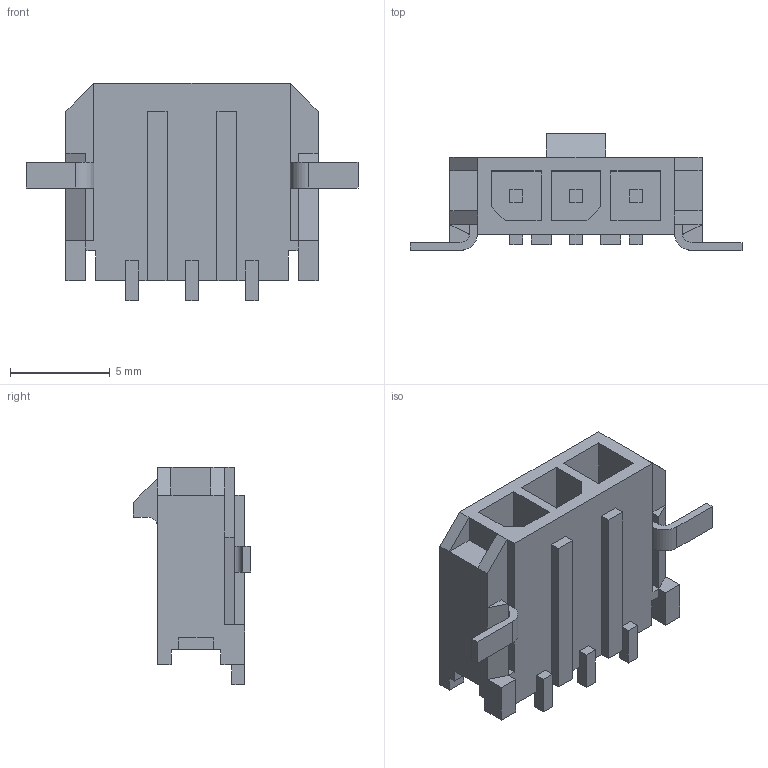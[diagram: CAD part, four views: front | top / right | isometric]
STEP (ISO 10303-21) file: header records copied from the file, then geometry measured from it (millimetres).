
FILE_DESCRIPTION((''),'2;1');
FILE_NAME('436500313','2010-12-16T',('gga'),(''),'PRO/ENGINEER BY PARAMETRIC TECHNOLOGY CORPORATION, 2003451','PRO/ENGINEER BY PARAMETRIC TECHNOLOGY CORPORATION, 2003451','');
FILE_SCHEMA(('CONFIG_CONTROL_DESIGN'));
Length unit declared in the file: millimetre
Products named in the file (1): 436500313
Bounding box: 16.65 x 5.87 x 10.9 mm (x, y, z)
Volume: 338.3 mm3; surface area: 755.6 mm2
Topology: 1 solids, 1 shells, 164 faces, 447 edges, 292 vertices
Faces by surface type: plane 159, cylinder 5
Entity records: 5095 total; most frequent: CARTESIAN_POINT 903, ORIENTED_EDGE 894, DIRECTION 785, EDGE_CURVE 447, VECTOR 437, LINE 437, VERTEX_POINT 292, AXIS2_PLACEMENT_3D 174
